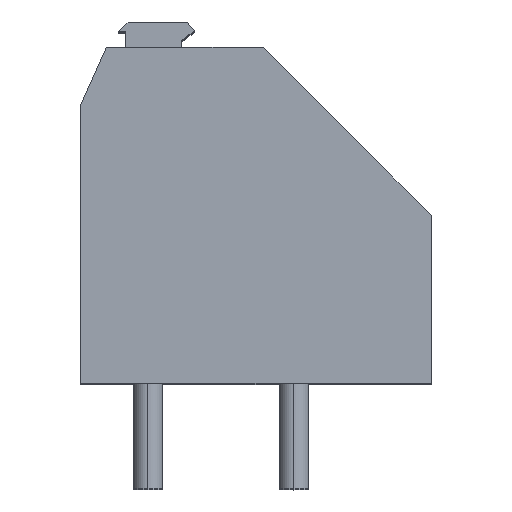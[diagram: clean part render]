
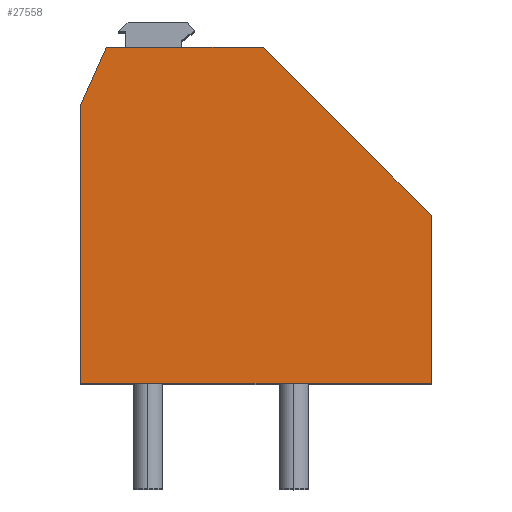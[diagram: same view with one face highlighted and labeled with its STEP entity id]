
A CAD part, top view. The second image highlights one B-rep face of the part: STEP entity #27558.
In plain terms, the highlighted planar face has unit normal (0, 0, 1).
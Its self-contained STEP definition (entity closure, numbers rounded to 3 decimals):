
#398 = DIRECTION ( 'NONE',  ( -0.707, 0.707, 0. ) ) ;
#1006 = VECTOR ( 'NONE', #6200, 1000. ) ;
#2052 = DIRECTION ( 'NONE',  ( -1., 0., 0. ) ) ;
#2973 = DIRECTION ( 'NONE',  ( -1., 0., 0. ) ) ;
#3219 = CARTESIAN_POINT ( 'NONE',  ( 12., 0., 36.5 ) ) ;
#3714 = DIRECTION ( 'NONE',  ( 1., 0., 0. ) ) ;
#4444 = CARTESIAN_POINT ( 'NONE',  ( 6.25, 11.5, 36.5 ) ) ;
#4821 = VECTOR ( 'NONE', #6582, 1000. ) ;
#5146 = PLANE ( 'NONE',  #27991 ) ;
#5711 = EDGE_LOOP ( 'NONE', ( #9617, #24859, #22604, #6707, #18911, #30205 ) ) ;
#6200 = DIRECTION ( 'NONE',  ( 0., -1., 0. ) ) ;
#6346 = CARTESIAN_POINT ( 'NONE',  ( 0., 0., 36.5 ) ) ;
#6582 = DIRECTION ( 'NONE',  ( 0., 1., 0. ) ) ;
#6675 = EDGE_CURVE ( 'NONE', #25434, #27215, #27046, .T. ) ;
#6688 = CARTESIAN_POINT ( 'NONE',  ( 12., 5.75, 36.5 ) ) ;
#6707 = ORIENTED_EDGE ( 'NONE', *, *, #14907, .T. ) ;
#6951 = CARTESIAN_POINT ( 'NONE',  ( 0., 9.527, 36.5 ) ) ;
#7086 = EDGE_CURVE ( 'NONE', #18473, #11544, #11223, .T. ) ;
#9123 = CARTESIAN_POINT ( 'NONE',  ( 12., 0., 36.5 ) ) ;
#9476 = EDGE_CURVE ( 'NONE', #28954, #18473, #13244, .T. ) ;
#9617 = ORIENTED_EDGE ( 'NONE', *, *, #9476, .T. ) ;
#11223 = LINE ( 'NONE', #6688, #4821 ) ;
#11544 = VERTEX_POINT ( 'NONE', #13243 ) ;
#12018 = VERTEX_POINT ( 'NONE', #4444 ) ;
#12376 = CARTESIAN_POINT ( 'NONE',  ( 6.25, 11.5, 36.5 ) ) ;
#13243 = CARTESIAN_POINT ( 'NONE',  ( 12., 5.75, 36.5 ) ) ;
#13244 = LINE ( 'NONE', #3219, #30850 ) ;
#14242 = EDGE_CURVE ( 'NONE', #27215, #28954, #19383, .T. ) ;
#14907 = EDGE_CURVE ( 'NONE', #12018, #25434, #20646, .T. ) ;
#15378 = CARTESIAN_POINT ( 'NONE',  ( 0., 9.527, 36.5 ) ) ;
#15727 = VECTOR ( 'NONE', #398, 1000. ) ;
#17346 = DIRECTION ( 'NONE',  ( 0., 0., -1. ) ) ;
#17478 = EDGE_CURVE ( 'NONE', #11544, #12018, #28468, .T. ) ;
#17580 = FACE_OUTER_BOUND ( 'NONE', #5711, .T. ) ;
#18473 = VERTEX_POINT ( 'NONE', #9123 ) ;
#18813 = CARTESIAN_POINT ( 'NONE',  ( 0.875, 11.5, 36.5 ) ) ;
#18911 = ORIENTED_EDGE ( 'NONE', *, *, #6675, .T. ) ;
#19383 = LINE ( 'NONE', #20600, #1006 ) ;
#20600 = CARTESIAN_POINT ( 'NONE',  ( 0., 0., 36.5 ) ) ;
#20646 = LINE ( 'NONE', #18813, #24765 ) ;
#21337 = DIRECTION ( 'NONE',  ( -0.405, -0.914, 0. ) ) ;
#22604 = ORIENTED_EDGE ( 'NONE', *, *, #17478, .T. ) ;
#24765 = VECTOR ( 'NONE', #2052, 1000. ) ;
#24859 = ORIENTED_EDGE ( 'NONE', *, *, #7086, .T. ) ;
#25434 = VERTEX_POINT ( 'NONE', #30967 ) ;
#26275 = VECTOR ( 'NONE', #21337, 1000. ) ;
#26862 = CARTESIAN_POINT ( 'NONE',  ( 0., 0., 36.5 ) ) ;
#27046 = LINE ( 'NONE', #6951, #26275 ) ;
#27215 = VERTEX_POINT ( 'NONE', #15378 ) ;
#27558 = ADVANCED_FACE ( 'NONE', ( #17580 ), #5146, .F. ) ;
#27991 = AXIS2_PLACEMENT_3D ( 'NONE', #26862, #17346, #2973 ) ;
#28468 = LINE ( 'NONE', #12376, #15727 ) ;
#28954 = VERTEX_POINT ( 'NONE', #6346 ) ;
#30205 = ORIENTED_EDGE ( 'NONE', *, *, #14242, .T. ) ;
#30850 = VECTOR ( 'NONE', #3714, 1000. ) ;
#30967 = CARTESIAN_POINT ( 'NONE',  ( 0.875, 11.5, 36.5 ) ) ;
